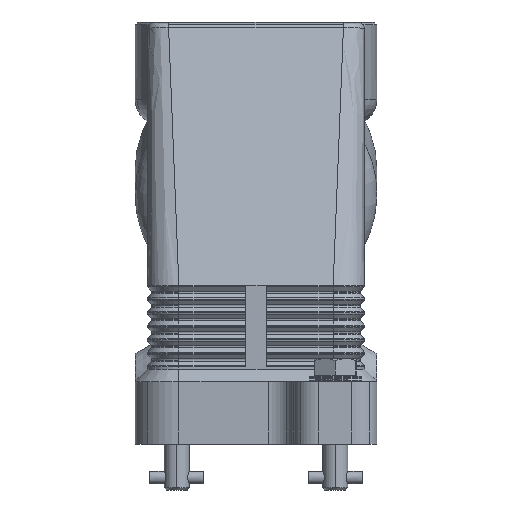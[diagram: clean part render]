
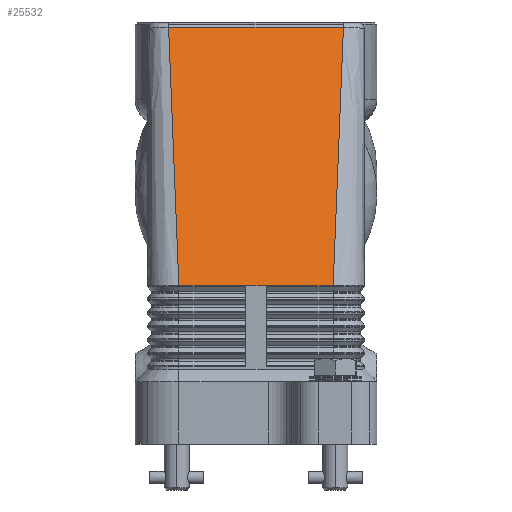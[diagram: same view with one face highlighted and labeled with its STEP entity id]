
A CAD part, left-side view. The second image highlights one B-rep face of the part: STEP entity #25532.
In plain terms, the highlighted planar face has unit normal (-0.953, 0, 0.303).
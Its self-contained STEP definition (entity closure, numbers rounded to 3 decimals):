
#5465=CARTESIAN_POINT('',(-31.332,20.958,99.954));
#5466=VERTEX_POINT('',#5465);
#5474=CARTESIAN_POINT('',(-31.332,-20.958,99.954));
#5475=VERTEX_POINT('',#5474);
#5476=CARTESIAN_POINT('',(-31.332,20.958,99.954));
#5477=DIRECTION('',(0.0,-1.0,0.0));
#5478=VECTOR('',#5477,41.917);
#5479=LINE('',#5476,#5478);
#5480=EDGE_CURVE('',#5466,#5475,#5479,.T.);
#19102=CARTESIAN_POINT('',(-51.,-2.5,38.0));
#19103=VERTEX_POINT('',#19102);
#19121=CARTESIAN_POINT('',(-51.0,-18.5,38.0));
#19122=VERTEX_POINT('',#19121);
#19130=CARTESIAN_POINT('',(-51.0,-18.5,38.0));
#19131=DIRECTION('',(0.0,1.0,0.0));
#19132=VECTOR('',#19131,16.);
#19133=LINE('',#19130,#19132);
#19134=EDGE_CURVE('',#19122,#19103,#19133,.T.);
#20908=CARTESIAN_POINT('',(-51.,2.5,38.0));
#20909=VERTEX_POINT('',#20908);
#20910=CARTESIAN_POINT('',(-51.,-2.5,38.0));
#20911=DIRECTION('',(0.0,1.0,0.0));
#20912=VECTOR('',#20911,5.0);
#20913=LINE('',#20910,#20912);
#20914=EDGE_CURVE('',#19103,#20909,#20913,.T.);
#23291=CARTESIAN_POINT('',(-51.0,18.5,38.0));
#23292=VERTEX_POINT('',#23291);
#23293=CARTESIAN_POINT('',(-51.,2.5,38.0));
#23294=DIRECTION('',(0.0,1.0,0.0));
#23295=VECTOR('',#23294,16.);
#23296=LINE('',#23293,#23295);
#23297=EDGE_CURVE('',#20909,#23292,#23296,.T.);
#25491=CARTESIAN_POINT('',(-31.,21.,101.));
#25492=DIRECTION('',(0.953,0.0,-0.303));
#25493=DIRECTION('',(-0.303,0.0,-0.953));
#25494=AXIS2_PLACEMENT_3D('',#25491,#25492,#25493);
#25495=PLANE('',#25494);
#25496=CARTESIAN_POINT('',(-32.486,-20.814,96.32));
#25497=VERTEX_POINT('',#25496);
#25498=CARTESIAN_POINT('',(-31.332,-20.958,99.954));
#25499=CARTESIAN_POINT('',(-31.717,-20.91,98.742));
#25500=CARTESIAN_POINT('',(-32.101,-20.862,97.531));
#25501=CARTESIAN_POINT('',(-32.486,-20.814,96.32));
#25502=B_SPLINE_CURVE_WITH_KNOTS('',3,(#25498,#25499,#25500,#25501),.UNSPECIFIED.,.F.,.U.,(4,4),(0.017,0.074),.UNSPECIFIED.);
#25503=EDGE_CURVE('',#5475,#25497,#25502,.T.);
#25504=ORIENTED_EDGE('',*,*,#25503,.F.);
#25505=ORIENTED_EDGE('',*,*,#5480,.F.);
#25506=CARTESIAN_POINT('',(-32.486,20.814,96.32));
#25507=VERTEX_POINT('',#25506);
#25508=CARTESIAN_POINT('',(-31.332,20.958,99.954));
#25509=DIRECTION('',(-0.302,-0.038,-0.952));
#25510=VECTOR('',#25509,3.816);
#25511=LINE('',#25508,#25510);
#25512=EDGE_CURVE('',#5466,#25507,#25511,.T.);
#25513=ORIENTED_EDGE('',*,*,#25512,.T.);
#25514=CARTESIAN_POINT('',(-32.486,20.814,96.32));
#25515=DIRECTION('',(-0.302,-0.038,-0.952));
#25516=VECTOR('',#25515,61.232);
#25517=LINE('',#25514,#25516);
#25518=EDGE_CURVE('',#25507,#23292,#25517,.T.);
#25519=ORIENTED_EDGE('',*,*,#25518,.T.);
#25520=ORIENTED_EDGE('',*,*,#23297,.F.);
#25521=ORIENTED_EDGE('',*,*,#20914,.F.);
#25522=ORIENTED_EDGE('',*,*,#19134,.F.);
#25523=CARTESIAN_POINT('',(-32.486,-20.814,96.32));
#25524=CARTESIAN_POINT('',(-38.657,-20.043,76.88));
#25525=CARTESIAN_POINT('',(-44.829,-19.271,57.44));
#25526=CARTESIAN_POINT('',(-51.0,-18.5,38.));
#25527=B_SPLINE_CURVE_WITH_KNOTS('',3,(#25523,#25524,#25525,#25526),.UNSPECIFIED.,.F.,.U.,(4,4),(0.074,1.0),.UNSPECIFIED.);
#25528=EDGE_CURVE('',#25497,#19122,#25527,.T.);
#25529=ORIENTED_EDGE('',*,*,#25528,.F.);
#25530=EDGE_LOOP('',(#25504,#25505,#25513,#25519,#25520,#25521,#25522,#25529));
#25531=FACE_OUTER_BOUND('',#25530,.T.);
#25532=ADVANCED_FACE('',(#25531),#25495,.F.);
